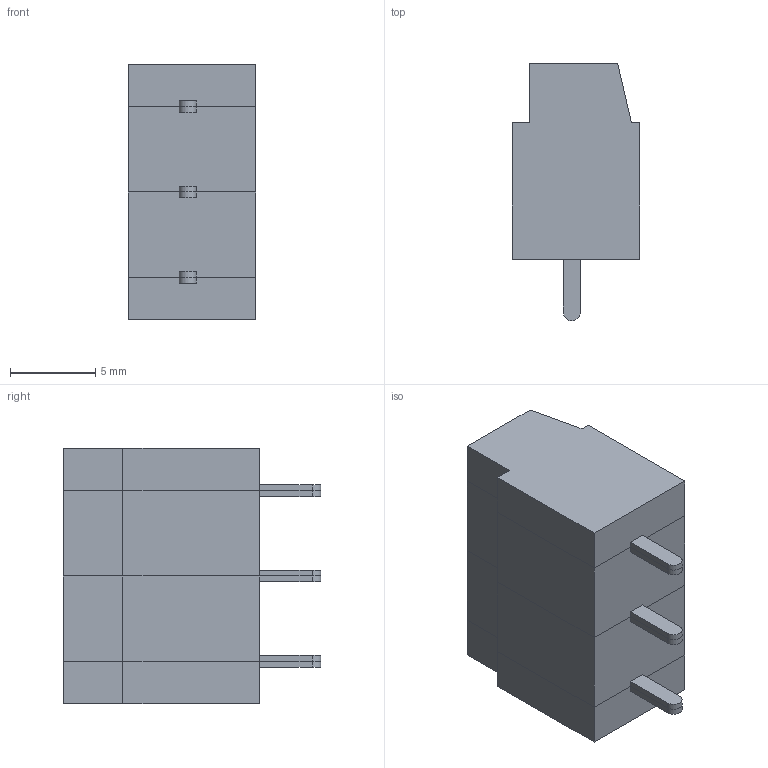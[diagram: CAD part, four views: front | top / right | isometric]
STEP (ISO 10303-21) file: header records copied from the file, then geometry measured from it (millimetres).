
FILE_DESCRIPTION( ( 'Unknown' ), '1' );
FILE_NAME( '691137710003.stp', 'Unknown', ( 'Unknown' ), ( 'Unknown' ), 'PSStep 18.0.17', 'Unknown', ' ' );
FILE_SCHEMA( ( 'AUTOMOTIVE_DESIGN { 1 0 10303 214 1 1 1 1 }' ) );
Length unit declared in the file: millimetre
Products named in the file (4): Assem1; MRT12P5_SX; MRT12P5_CNT; MRT12P5_DX
Assembly tree (4 placements, depth 2):
  Assem1
    MRT12P5_SX
    MRT12P5_CNT  x2
    MRT12P5_DX
Bounding box: 7.5 x 15.1 x 15 mm (x, y, z)
Volume: 848.4 mm3; surface area: 2094.4 mm2
Topology: 4 solids, 4 shells, 349 faces, 1077 edges, 706 vertices
Faces by surface type: plane 268, cylinder 81
Entity records: 10150 total; most frequent: CARTESIAN_POINT 1551, ORIENTED_EDGE 1452, DIRECTION 1332, EDGE_CURVE 726, LINE 598, VECTOR 598, VERTEX_POINT 476, AXIS2_PLACEMENT_3D 367
